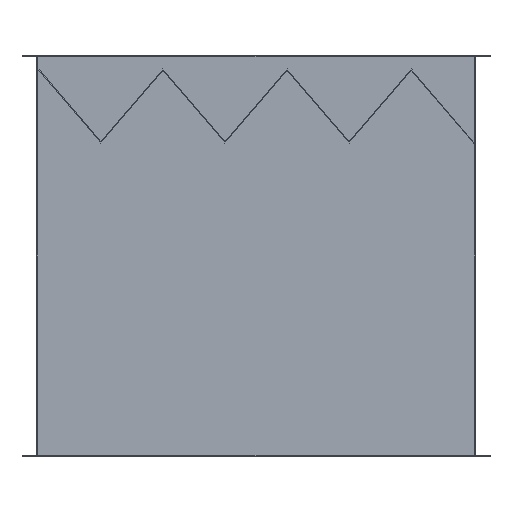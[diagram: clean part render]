
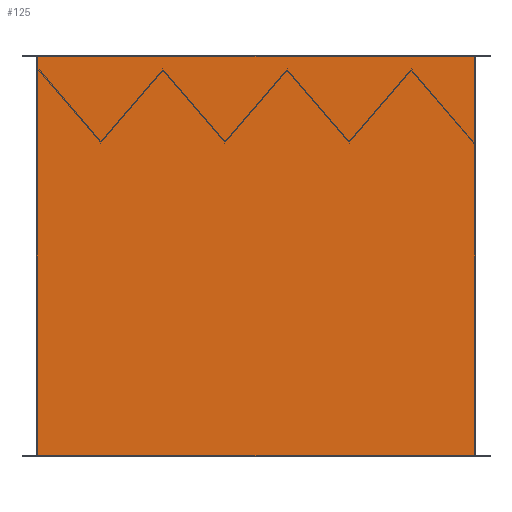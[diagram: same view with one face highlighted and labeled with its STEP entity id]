
A CAD part, front view. The second image highlights one B-rep face of the part: STEP entity #125.
In plain terms, the highlighted planar face has unit normal (0, -1, 0).
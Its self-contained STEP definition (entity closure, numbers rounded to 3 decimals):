
#47 = ORIENTED_EDGE ( 'NONE', *, *, #569, .F. ) ;
#48 = ORIENTED_EDGE ( 'NONE', *, *, #49, .F. ) ;
#49 = EDGE_CURVE ( 'NONE', #66, #577, #674, .T. ) ;
#50 = ORIENTED_EDGE ( 'NONE', *, *, #65, .T. ) ;
#63 = VERTEX_POINT ( 'NONE', #705 ) ;
#65 = EDGE_CURVE ( 'NONE', #66, #63, #704, .T. ) ;
#66 = VERTEX_POINT ( 'NONE', #765 ) ;
#70 = EDGE_LOOP ( 'NONE', ( #126, #47, #48, #50 ) ) ;
#125 = ADVANCED_FACE ( 'NONE', ( #848 ), #847, .F. ) ;
#126 = ORIENTED_EDGE ( 'NONE', *, *, #127, .F. ) ;
#127 = EDGE_CURVE ( 'NONE', #578, #63, #842, .T. ) ;
#569 = EDGE_CURVE ( 'NONE', #577, #578, #1556, .T. ) ;
#577 = VERTEX_POINT ( 'NONE', #1538 ) ;
#578 = VERTEX_POINT ( 'NONE', #1537 ) ;
#671 = DIRECTION ( 'NONE',  ( 1., 0., 0. ) ) ;
#672 = VECTOR ( 'NONE', #671, 1000. ) ;
#673 = CARTESIAN_POINT ( 'NONE',  ( 300., -151., 274. ) ) ;
#674 = LINE ( 'NONE', #673, #672 ) ;
#702 = DIRECTION ( 'NONE',  ( 0., 0., -1. ) ) ;
#703 = CARTESIAN_POINT ( 'NONE',  ( -301., -151., 275. ) ) ;
#704 = LINE ( 'NONE', #703, #766 ) ;
#705 = CARTESIAN_POINT ( 'NONE',  ( -301., -151., -274. ) ) ;
#765 = CARTESIAN_POINT ( 'NONE',  ( -301., -151., 274. ) ) ;
#766 = VECTOR ( 'NONE', #702, 1000. ) ;
#839 = DIRECTION ( 'NONE',  ( -1., 0., 0. ) ) ;
#840 = VECTOR ( 'NONE', #839, 1000. ) ;
#841 = CARTESIAN_POINT ( 'NONE',  ( 300., -151., -274. ) ) ;
#842 = LINE ( 'NONE', #841, #840 ) ;
#843 = DIRECTION ( 'NONE',  ( -1., 0., 0. ) ) ;
#844 = DIRECTION ( 'NONE',  ( 0., 1., 0. ) ) ;
#845 = CARTESIAN_POINT ( 'NONE',  ( 300., -151., 275. ) ) ;
#846 = AXIS2_PLACEMENT_3D ( 'NONE', #845, #844, #843 ) ;
#847 = PLANE ( 'NONE',  #846 ) ;
#848 = FACE_OUTER_BOUND ( 'NONE', #70, .T. ) ;
#1537 = CARTESIAN_POINT ( 'NONE',  ( 301., -151., -274. ) ) ;
#1538 = CARTESIAN_POINT ( 'NONE',  ( 301., -151., 274. ) ) ;
#1553 = DIRECTION ( 'NONE',  ( 0., 0., -1. ) ) ;
#1554 = VECTOR ( 'NONE', #1553, 1000. ) ;
#1555 = CARTESIAN_POINT ( 'NONE',  ( 301., -151., 275. ) ) ;
#1556 = LINE ( 'NONE', #1555, #1554 ) ;
